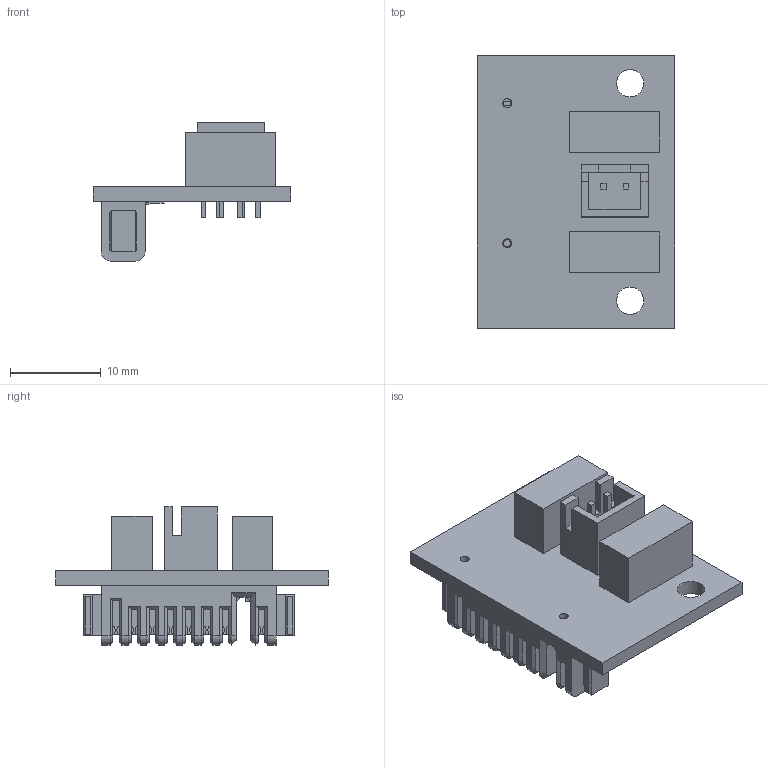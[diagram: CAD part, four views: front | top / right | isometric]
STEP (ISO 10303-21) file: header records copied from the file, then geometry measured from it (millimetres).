
FILE_DESCRIPTION(('Open CASCADE Model'),'2;1');
FILE_NAME('Open CASCADE Shape Model','2020-11-28T01:17:15',('Author'),( 'Open CASCADE'),'Open CASCADE STEP processor 6.8','Open CASCADE 6.8' ,'Unknown');
FILE_SCHEMA(('AUTOMOTIVE_DESIGN { 1 0 10303 214 1 1 1 1 }'));
Length unit declared in the file: millimetre
Products named in the file (1): PCB
Bounding box: 21.7 x 29.9 x 15.18 mm (x, y, z)
Volume: 2227.5 mm3; surface area: 3347.5 mm2
Topology: 13 solids, 13 shells, 481 faces, 1160 edges, 736 vertices
Faces by surface type: plane 375, cylinder 70, cone 36
Full cylindrical faces by diameter (mm): 1 x12, 3 x2
Entity records: 13871 total; most frequent: CARTESIAN_POINT 2378, ORIENTED_EDGE 2320, DIRECTION 2300, EDGE_CURVE 1160, LINE 984, VECTOR 984, VERTEX_POINT 736, AXIS2_PLACEMENT_3D 658
